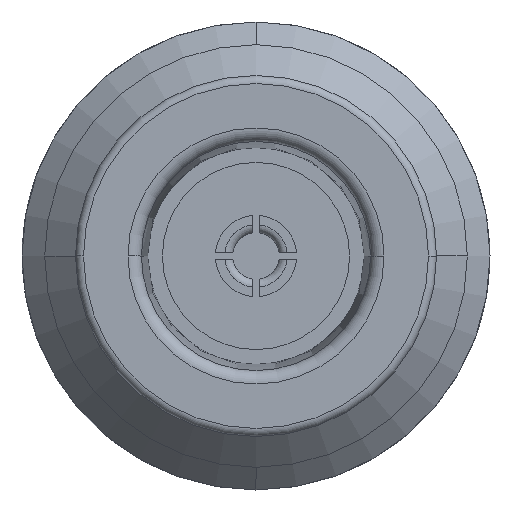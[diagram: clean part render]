
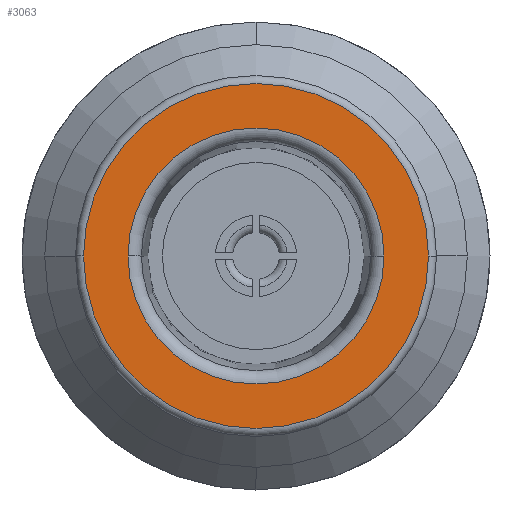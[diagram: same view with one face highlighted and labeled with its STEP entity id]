
A CAD part, left-side view. The second image highlights one B-rep face of the part: STEP entity #3063.
In plain terms, the highlighted planar face has unit normal (-1, 0, 0).
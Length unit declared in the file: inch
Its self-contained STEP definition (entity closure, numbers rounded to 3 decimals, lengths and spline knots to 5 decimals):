
#22 = AXIS2_PLACEMENT_3D ( 'NONE', #2998, #2987, #1985 ) ;
#24 = FACE_BOUND ( 'NONE', #2543, .T. ) ;
#180 = DIRECTION ( 'NONE',  ( 0., -1., 0. ) ) ;
#187 = DIRECTION ( 'NONE',  ( -1., 0., 0. ) ) ;
#244 = EDGE_CURVE ( 'NONE', #586, #1962, #2066, .T. ) ;
#266 = CARTESIAN_POINT ( 'NONE',  ( 0., 0., 0. ) ) ;
#391 = ORIENTED_EDGE ( 'NONE', *, *, #2421, .T. ) ;
#436 = PLANE ( 'NONE',  #709 ) ;
#479 = DIRECTION ( 'NONE',  ( 1., 0., 0. ) ) ;
#536 = CIRCLE ( 'NONE', #22, 0.18841 ) ;
#586 = VERTEX_POINT ( 'NONE', #678 ) ;
#599 = CARTESIAN_POINT ( 'NONE',  ( 0., -0.25394, 0. ) ) ;
#678 = CARTESIAN_POINT ( 'NONE',  ( 0., 0.25394, 0. ) ) ;
#683 = CARTESIAN_POINT ( 'NONE',  ( 0., 0.16929, 0. ) ) ;
#708 = ORIENTED_EDGE ( 'NONE', *, *, #901, .T. ) ;
#709 = AXIS2_PLACEMENT_3D ( 'NONE', #683, #187, #921 ) ;
#728 = AXIS2_PLACEMENT_3D ( 'NONE', #266, #770, #736 ) ;
#736 = DIRECTION ( 'NONE',  ( 0., -1., 0. ) ) ;
#759 = DIRECTION ( 'NONE',  ( 0., -1., 0. ) ) ;
#770 = DIRECTION ( 'NONE',  ( -1., 0., 0. ) ) ;
#823 = FACE_OUTER_BOUND ( 'NONE', #2466, .T. ) ;
#901 = EDGE_CURVE ( 'NONE', #1962, #586, #2217, .T. ) ;
#921 = DIRECTION ( 'NONE',  ( 0., 0., 1. ) ) ;
#1227 = AXIS2_PLACEMENT_3D ( 'NONE', #1430, #2632, #180 ) ;
#1315 = EDGE_CURVE ( 'NONE', #1696, #3120, #536, .T. ) ;
#1430 = CARTESIAN_POINT ( 'NONE',  ( 0., 0., 0. ) ) ;
#1444 = CARTESIAN_POINT ( 'NONE',  ( 0., 0.18841, 0. ) ) ;
#1696 = VERTEX_POINT ( 'NONE', #1882 ) ;
#1704 = ORIENTED_EDGE ( 'NONE', *, *, #244, .T. ) ;
#1741 = CARTESIAN_POINT ( 'NONE',  ( 0., 0., 0. ) ) ;
#1882 = CARTESIAN_POINT ( 'NONE',  ( 0., -0.18841, 0. ) ) ;
#1962 = VERTEX_POINT ( 'NONE', #599 ) ;
#1985 = DIRECTION ( 'NONE',  ( 0., -1., 0. ) ) ;
#2016 = ORIENTED_EDGE ( 'NONE', *, *, #1315, .T. ) ;
#2066 = CIRCLE ( 'NONE', #728, 0.25394 ) ;
#2210 = CIRCLE ( 'NONE', #2675, 0.18841 ) ;
#2217 = CIRCLE ( 'NONE', #1227, 0.25394 ) ;
#2421 = EDGE_CURVE ( 'NONE', #3120, #1696, #2210, .T. ) ;
#2466 = EDGE_LOOP ( 'NONE', ( #708, #1704 ) ) ;
#2543 = EDGE_LOOP ( 'NONE', ( #2016, #391 ) ) ;
#2632 = DIRECTION ( 'NONE',  ( -1., 0., 0. ) ) ;
#2675 = AXIS2_PLACEMENT_3D ( 'NONE', #1741, #479, #759 ) ;
#2987 = DIRECTION ( 'NONE',  ( 1., 0., 0. ) ) ;
#2998 = CARTESIAN_POINT ( 'NONE',  ( 0., 0., 0. ) ) ;
#3063 = ADVANCED_FACE ( 'NONE', ( #823, #24 ), #436, .T. ) ;
#3120 = VERTEX_POINT ( 'NONE', #1444 ) ;
